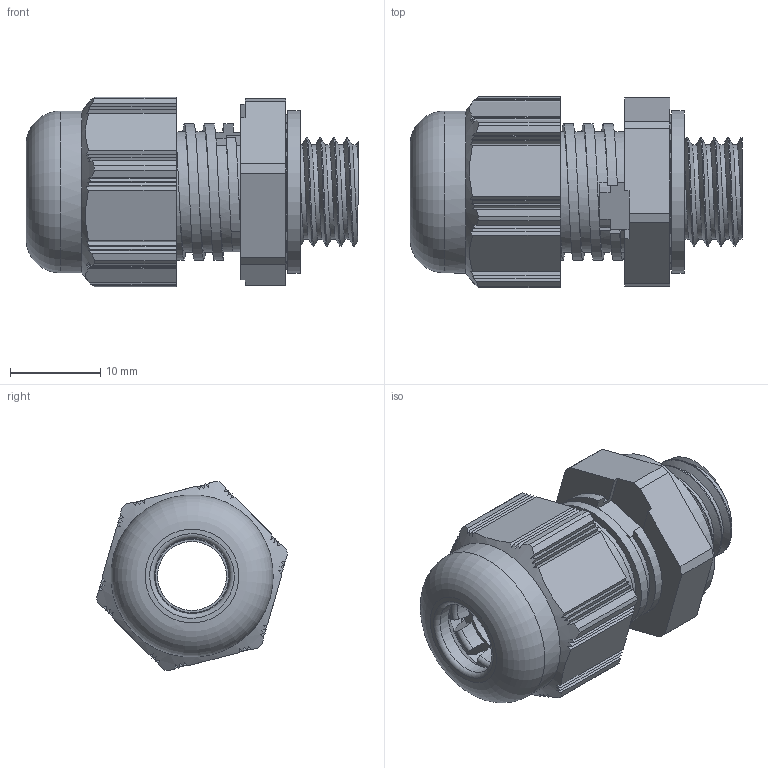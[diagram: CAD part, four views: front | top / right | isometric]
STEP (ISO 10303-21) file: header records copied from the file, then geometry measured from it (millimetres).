
FILE_DESCRIPTION(/* description */ ('Druckausgleichsverschraubung M 12x1,5, GL: 10mm'),/* implementation_level */ '2;1');
FILE_NAME(/* name */ '11087514-RST.stp',/* time_stamp */ '2020-03-31T11:34:47+02:00',/* author */ ('sl'),/* organization */ (''),/* preprocessor_version */ 'ST-DEVELOPER v16.5',/* originating_system */ 'Autodesk Inventor 2017',/* authorisation */ '');
FILE_SCHEMA (('AUTOMOTIVE_DESIGN { 1 0 10303 214 3 1 1 }'));
Length unit declared in the file: millimetre
Products named in the file (8): DA-S-08-BG-0003-13087514TL10; DA-S-08-BT-0001-11087514; DA-S-08-BT-0002-11087514; DA-S-08-BT-0003-11087514; DA-S-08-BT-0004-11087514; DA-S-08-BT-0005-11087514; DA-S-08-BT-0006-11087514; DA-S-08-BT-0008-11087514
Assembly tree (7 placements, depth 2):
  DA-S-08-BG-0003-13087514TL10
    DA-S-08-BT-0001-11087514
    DA-S-08-BT-0002-11087514
    DA-S-08-BT-0003-11087514
    DA-S-08-BT-0004-11087514
    DA-S-08-BT-0005-11087514
    DA-S-08-BT-0006-11087514
    DA-S-08-BT-0008-11087514
Bounding box: 36.75 x 21.15 x 21.01 mm (x, y, z)
Volume: 5530.5 mm3; surface area: 8113.3 mm2
Topology: 7 solids, 7 shells, 481 faces, 1397 edges, 924 vertices
Faces by surface type: plane 330, cylinder 78, torus 32, cone 23, bspline 18
Full cylindrical faces by diameter (mm): 7.64 x1, 8.15 x1, 8.23 x1, 8.35 x2, 10.3 x1, 10.478 x4, 10.59 x1, 10.6 x1, 10.8 x1, 10.92 x1, 11.03 x1, 11.24 x1, 13.38 x4, 13.81 x1, 14.2 x4, 15.97 x4, 17.96 x1, 18 x1
Entity records: 18733 total; most frequent: CARTESIAN_POINT 6242, DIRECTION 2652, ORIENTED_EDGE 2626, EDGE_CURVE 1313, AXIS2_PLACEMENT_3D 1036, VERTEX_POINT 882, LINE 580, VECTOR 580
